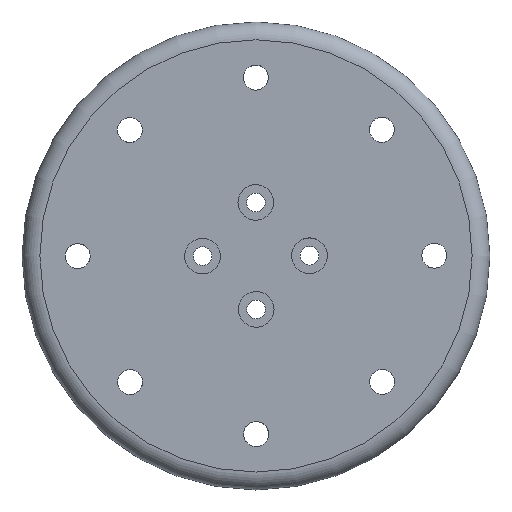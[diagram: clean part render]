
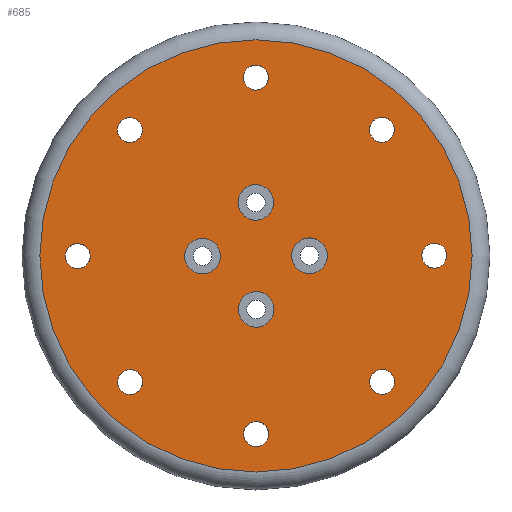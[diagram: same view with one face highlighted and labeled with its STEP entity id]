
A CAD part, top view. The second image highlights one B-rep face of the part: STEP entity #685.
In plain terms, the highlighted planar face has unit normal (0, 0, 1).
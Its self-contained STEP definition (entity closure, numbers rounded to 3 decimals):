
#21=FACE_BOUND('',#103,.T.);
#22=FACE_BOUND('',#104,.T.);
#23=FACE_BOUND('',#105,.T.);
#24=FACE_BOUND('',#106,.T.);
#25=FACE_BOUND('',#107,.T.);
#26=FACE_BOUND('',#108,.T.);
#27=FACE_BOUND('',#109,.T.);
#28=FACE_BOUND('',#110,.T.);
#29=FACE_BOUND('',#111,.T.);
#30=FACE_BOUND('',#112,.T.);
#31=FACE_BOUND('',#113,.T.);
#32=FACE_BOUND('',#114,.T.);
#39=PLANE('',#789);
#64=FACE_OUTER_BOUND('',#102,.T.);
#102=EDGE_LOOP('',(#587));
#103=EDGE_LOOP('',(#588));
#104=EDGE_LOOP('',(#589));
#105=EDGE_LOOP('',(#590));
#106=EDGE_LOOP('',(#591));
#107=EDGE_LOOP('',(#592));
#108=EDGE_LOOP('',(#593));
#109=EDGE_LOOP('',(#594));
#110=EDGE_LOOP('',(#595));
#111=EDGE_LOOP('',(#596));
#112=EDGE_LOOP('',(#597));
#113=EDGE_LOOP('',(#598));
#114=EDGE_LOOP('',(#599));
#197=CIRCLE('',#713,2.8);
#218=CIRCLE('',#737,2.8);
#222=CIRCLE('',#743,2.8);
#226=CIRCLE('',#749,2.8);
#230=CIRCLE('',#755,2.8);
#234=CIRCLE('',#761,2.8);
#238=CIRCLE('',#767,2.8);
#249=CIRCLE('',#781,2.8);
#250=CIRCLE('',#784,48.5);
#254=CIRCLE('',#790,4.);
#255=CIRCLE('',#791,4.);
#256=CIRCLE('',#792,4.);
#257=CIRCLE('',#793,4.);
#266=VERTEX_POINT('',#1055);
#288=VERTEX_POINT('',#1105);
#292=VERTEX_POINT('',#1118);
#296=VERTEX_POINT('',#1131);
#300=VERTEX_POINT('',#1144);
#304=VERTEX_POINT('',#1157);
#308=VERTEX_POINT('',#1170);
#318=VERTEX_POINT('',#1197);
#319=VERTEX_POINT('',#1203);
#322=VERTEX_POINT('',#1213);
#323=VERTEX_POINT('',#1215);
#324=VERTEX_POINT('',#1217);
#325=VERTEX_POINT('',#1219);
#334=EDGE_CURVE('',#266,#266,#197,.T.);
#359=EDGE_CURVE('',#288,#288,#218,.T.);
#366=EDGE_CURVE('',#292,#292,#222,.T.);
#373=EDGE_CURVE('',#296,#296,#226,.T.);
#380=EDGE_CURVE('',#300,#300,#230,.T.);
#387=EDGE_CURVE('',#304,#304,#234,.T.);
#394=EDGE_CURVE('',#308,#308,#238,.T.);
#408=EDGE_CURVE('',#318,#318,#249,.T.);
#411=EDGE_CURVE('',#319,#319,#250,.T.);
#416=EDGE_CURVE('',#322,#322,#254,.T.);
#417=EDGE_CURVE('',#323,#323,#255,.T.);
#418=EDGE_CURVE('',#324,#324,#256,.T.);
#419=EDGE_CURVE('',#325,#325,#257,.T.);
#587=ORIENTED_EDGE('',*,*,#411,.F.);
#588=ORIENTED_EDGE('',*,*,#334,.T.);
#589=ORIENTED_EDGE('',*,*,#359,.T.);
#590=ORIENTED_EDGE('',*,*,#366,.T.);
#591=ORIENTED_EDGE('',*,*,#373,.T.);
#592=ORIENTED_EDGE('',*,*,#380,.T.);
#593=ORIENTED_EDGE('',*,*,#387,.T.);
#594=ORIENTED_EDGE('',*,*,#394,.T.);
#595=ORIENTED_EDGE('',*,*,#408,.T.);
#596=ORIENTED_EDGE('',*,*,#416,.T.);
#597=ORIENTED_EDGE('',*,*,#417,.T.);
#598=ORIENTED_EDGE('',*,*,#418,.T.);
#599=ORIENTED_EDGE('',*,*,#419,.T.);
#685=ADVANCED_FACE('',(#64,#21,#22,#23,#24,#25,#26,#27,#28,#29,#30,#31,
#32),#39,.T.);
#713=AXIS2_PLACEMENT_3D('',#1056,#818,#819);
#737=AXIS2_PLACEMENT_3D('',#1106,#870,#871);
#743=AXIS2_PLACEMENT_3D('',#1119,#885,#886);
#749=AXIS2_PLACEMENT_3D('',#1132,#900,#901);
#755=AXIS2_PLACEMENT_3D('',#1145,#915,#916);
#761=AXIS2_PLACEMENT_3D('',#1158,#930,#931);
#767=AXIS2_PLACEMENT_3D('',#1171,#945,#946);
#781=AXIS2_PLACEMENT_3D('',#1198,#976,#977);
#784=AXIS2_PLACEMENT_3D('',#1204,#984,#985);
#789=AXIS2_PLACEMENT_3D('',#1212,#995,#996);
#790=AXIS2_PLACEMENT_3D('',#1214,#997,#998);
#791=AXIS2_PLACEMENT_3D('',#1216,#999,#1000);
#792=AXIS2_PLACEMENT_3D('',#1218,#1001,#1002);
#793=AXIS2_PLACEMENT_3D('',#1220,#1003,#1004);
#818=DIRECTION('center_axis',(0.,0.,
-1.));
#819=DIRECTION('ref_axis',(-0.707,-0.707,0.));
#870=DIRECTION('center_axis',(0.,0.,
-1.));
#871=DIRECTION('ref_axis',(0.,-1.,0.));
#885=DIRECTION('center_axis',(0.,0.,
-1.));
#886=DIRECTION('ref_axis',(0.707,-0.707,0.));
#900=DIRECTION('center_axis',(0.,0.,
-1.));
#901=DIRECTION('ref_axis',(1.,0.,0.));
#915=DIRECTION('center_axis',(0.,0.,
-1.));
#916=DIRECTION('ref_axis',(0.707,0.707,0.));
#930=DIRECTION('center_axis',(0.,0.,
-1.));
#931=DIRECTION('ref_axis',(0.,1.,0.));
#945=DIRECTION('center_axis',(0.,0.,
-1.));
#946=DIRECTION('ref_axis',(-0.707,0.707,0.));
#976=DIRECTION('center_axis',(0.,0.,
-1.));
#977=DIRECTION('ref_axis',(-1.,0.,0.));
#984=DIRECTION('center_axis',(0.,0.,
-1.));
#985=DIRECTION('ref_axis',(-1.,0.,0.));
#995=DIRECTION('center_axis',(0.,0.,
1.));
#996=DIRECTION('ref_axis',(-1.,0.,0.));
#997=DIRECTION('center_axis',(0.,0.,
-1.));
#998=DIRECTION('ref_axis',(-1.,0.,0.));
#999=DIRECTION('center_axis',(0.,0.,
-1.));
#1000=DIRECTION('ref_axis',(-1.,0.,0.));
#1001=DIRECTION('center_axis',(0.,0.,
-1.));
#1002=DIRECTION('ref_axis',(-1.,0.,0.));
#1003=DIRECTION('center_axis',(0.,0.,
-1.));
#1004=DIRECTION('ref_axis',(-1.,0.,0.));
#1055=CARTESIAN_POINT('',(-228.07,47.563,844.8));
#1056=CARTESIAN_POINT('Origin',(-230.05,45.583,844.8));
#1105=CARTESIAN_POINT('',(-241.797,76.654,844.8));
#1106=CARTESIAN_POINT('Origin',(-241.797,73.854,844.8));
#1118=CARTESIAN_POINT('',(-272.073,87.519,844.8));
#1119=CARTESIAN_POINT('Origin',(-270.094,85.539,844.8));
#1131=CARTESIAN_POINT('',(-301.165,73.793,844.8));
#1132=CARTESIAN_POINT('Origin',(-298.365,73.793,844.8));
#1144=CARTESIAN_POINT('',(-312.03,43.516,844.8));
#1145=CARTESIAN_POINT('Origin',(-310.05,45.496,844.8));
#1157=CARTESIAN_POINT('',(-298.303,14.424,844.8));
#1158=CARTESIAN_POINT('Origin',(-298.303,17.224,844.8));
#1170=CARTESIAN_POINT('',(-268.027,3.559,844.8));
#1171=CARTESIAN_POINT('Origin',(-270.006,5.539,844.8));
#1197=CARTESIAN_POINT('',(-238.935,17.286,844.8));
#1198=CARTESIAN_POINT('Origin',(-241.735,17.286,844.8));
#1203=CARTESIAN_POINT('',(-318.55,45.539,844.8));
#1204=CARTESIAN_POINT('Origin',(-270.05,45.539,844.8));
#1212=CARTESIAN_POINT('Origin',(-270.05,45.539,844.8));
#1213=CARTESIAN_POINT('',(-278.05,45.496,844.8));
#1214=CARTESIAN_POINT('Origin',(-282.05,45.496,844.8));
#1215=CARTESIAN_POINT('',(-266.094,57.539,844.8));
#1216=CARTESIAN_POINT('Origin',(-270.094,57.539,844.8));
#1217=CARTESIAN_POINT('',(-266.006,33.539,844.8));
#1218=CARTESIAN_POINT('Origin',(-270.006,33.539,844.8));
#1219=CARTESIAN_POINT('',(-254.05,45.583,844.8));
#1220=CARTESIAN_POINT('Origin',(-258.05,45.583,844.8));
